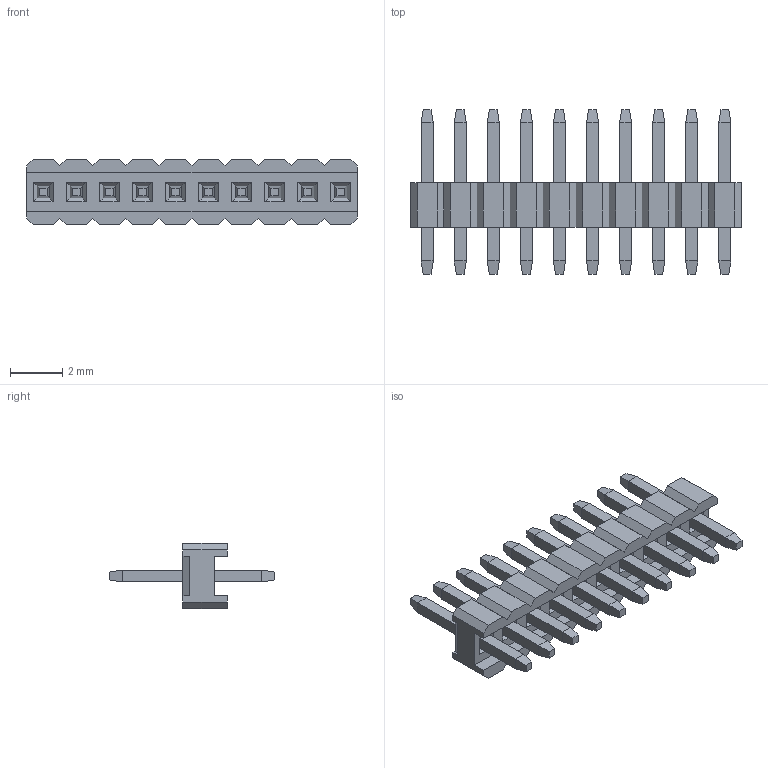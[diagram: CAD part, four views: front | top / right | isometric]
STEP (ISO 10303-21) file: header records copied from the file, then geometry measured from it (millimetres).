
FILE_DESCRIPTION( ('This file contains a STEP AP42 implementation' ,'as created by ZW3D STEP Interface translator.') ,'2;1' );
FILE_NAME( '1317-11XXXXS063XXXX.stp' ,'23 317.103436', (''), ('ZWCAD Software Co.'), 'Version 1.0', 'ZW3D to STEP translator', '' );
FILE_SCHEMA(('AUTOMOTIVE_DESIGN { 1 0 10303 214 1 1 1 1 }'));
Length unit declared in the file: millimetre
Products named in the file (2): 0; 1317-1110XXS063XXXX
Bounding box: 12.7 x 6.3 x 2.5 mm (x, y, z)
Volume: 51.6 mm3; surface area: 265 mm2
Topology: 11 solids, 11 shells, 330 faces, 777 edges, 478 vertices
Faces by surface type: plane 330
Entity records: 9488 total; most frequent: CARTESIAN_POINT 1586, ORIENTED_EDGE 1554, DIRECTION 1439, VECTOR 777, LINE 777, EDGE_CURVE 777, VERTEX_POINT 478, EDGE_LOOP 359
